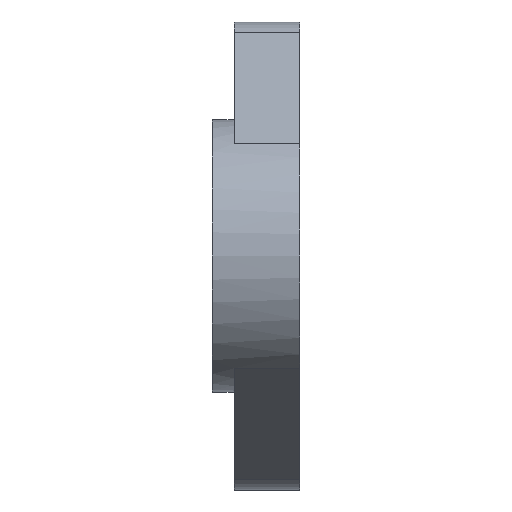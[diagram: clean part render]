
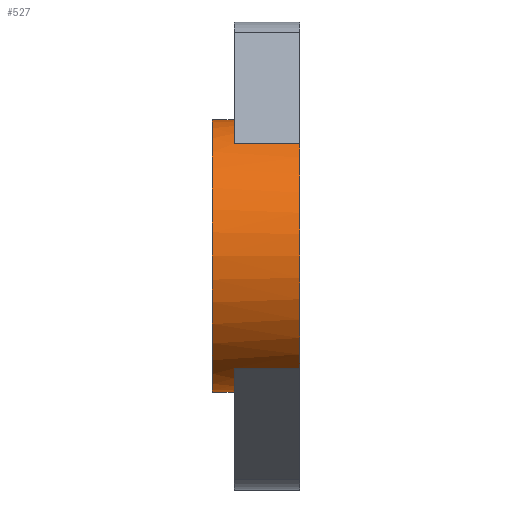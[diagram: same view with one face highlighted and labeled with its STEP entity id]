
A CAD part, left-side view. The second image highlights one B-rep face of the part: STEP entity #527.
In plain terms, the highlighted cylindrical face has radius 12.5 mm (diameter 25 mm), a partial arc.
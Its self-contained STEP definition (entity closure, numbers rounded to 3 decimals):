
#45 = EDGE_CURVE ( 'NONE', #1460, #1016, #443, .T. ) ;
#56 = CYLINDRICAL_SURFACE ( 'NONE', #1588, 12.5 ) ;
#72 = CIRCLE ( 'NONE', #229, 12.5 ) ;
#112 = CARTESIAN_POINT ( 'NONE',  ( -29., 6., 12.5 ) ) ;
#114 = VECTOR ( 'NONE', #1606, 1000. ) ;
#138 = VERTEX_POINT ( 'NONE', #720 ) ;
#145 = CARTESIAN_POINT ( 'NONE',  ( -36.055, 4., -10.319 ) ) ;
#174 = AXIS2_PLACEMENT_3D ( 'NONE', #582, #1365, #564 ) ;
#217 = ORIENTED_EDGE ( 'NONE', *, *, #45, .T. ) ;
#229 = AXIS2_PLACEMENT_3D ( 'NONE', #899, #1026, #656 ) ;
#261 = ORIENTED_EDGE ( 'NONE', *, *, #1186, .F. ) ;
#287 = CARTESIAN_POINT ( 'NONE',  ( -29., 4., -12.5 ) ) ;
#296 = CARTESIAN_POINT ( 'NONE',  ( -36.055, 4., 10.319 ) ) ;
#327 = VERTEX_POINT ( 'NONE', #877 ) ;
#346 = VERTEX_POINT ( 'NONE', #1523 ) ;
#388 = DIRECTION ( 'NONE',  ( 0., -1., 0. ) ) ;
#442 = FACE_OUTER_BOUND ( 'NONE', #1021, .T. ) ;
#443 = LINE ( 'NONE', #841, #1117 ) ;
#506 = ORIENTED_EDGE ( 'NONE', *, *, #1004, .T. ) ;
#527 = ADVANCED_FACE ( 'NONE', ( #442 ), #56, .T. ) ;
#544 = EDGE_CURVE ( 'NONE', #1245, #327, #575, .T. ) ;
#551 = VECTOR ( 'NONE', #1228, 1000. ) ;
#564 = DIRECTION ( 'NONE',  ( 0., 0., 1. ) ) ;
#575 = LINE ( 'NONE', #1043, #1358 ) ;
#582 = CARTESIAN_POINT ( 'NONE',  ( -29., 4., 0. ) ) ;
#592 = CIRCLE ( 'NONE', #949, 12.5 ) ;
#607 = CARTESIAN_POINT ( 'NONE',  ( -29., 6., -12.5 ) ) ;
#638 = DIRECTION ( 'NONE',  ( 0., 0., 1. ) ) ;
#648 = EDGE_CURVE ( 'NONE', #346, #138, #657, .T. ) ;
#656 = DIRECTION ( 'NONE',  ( 0., 0., 1. ) ) ;
#657 = LINE ( 'NONE', #296, #551 ) ;
#720 = CARTESIAN_POINT ( 'NONE',  ( -36.055, -2., 10.319 ) ) ;
#764 = AXIS2_PLACEMENT_3D ( 'NONE', #913, #1182, #638 ) ;
#791 = VERTEX_POINT ( 'NONE', #607 ) ;
#841 = CARTESIAN_POINT ( 'NONE',  ( -36.055, 4., -10.319 ) ) ;
#861 = DIRECTION ( 'NONE',  ( 0., 0., 1. ) ) ;
#877 = CARTESIAN_POINT ( 'NONE',  ( -29., 4., 12.5 ) ) ;
#899 = CARTESIAN_POINT ( 'NONE',  ( -29., -2., 0. ) ) ;
#913 = CARTESIAN_POINT ( 'NONE',  ( -29., 4., 0. ) ) ;
#928 = DIRECTION ( 'NONE',  ( 0., 0., -1. ) ) ;
#929 = ORIENTED_EDGE ( 'NONE', *, *, #1338, .T. ) ;
#949 = AXIS2_PLACEMENT_3D ( 'NONE', #1643, #1118, #861 ) ;
#954 = ORIENTED_EDGE ( 'NONE', *, *, #1331, .T. ) ;
#956 = ORIENTED_EDGE ( 'NONE', *, *, #1616, .T. ) ;
#981 = ORIENTED_EDGE ( 'NONE', *, *, #544, .F. ) ;
#996 = VERTEX_POINT ( 'NONE', #1051 ) ;
#1004 = EDGE_CURVE ( 'NONE', #791, #996, #1505, .T. ) ;
#1016 = VERTEX_POINT ( 'NONE', #1225 ) ;
#1021 = EDGE_LOOP ( 'NONE', ( #981, #261, #506, #929, #217, #954, #1266, #956 ) ) ;
#1026 = DIRECTION ( 'NONE',  ( 0., 1., 0. ) ) ;
#1028 = CIRCLE ( 'NONE', #764, 12.5 ) ;
#1043 = CARTESIAN_POINT ( 'NONE',  ( -29., 4., 12.5 ) ) ;
#1051 = CARTESIAN_POINT ( 'NONE',  ( -29., 4., -12.5 ) ) ;
#1058 = CARTESIAN_POINT ( 'NONE',  ( -29., 4., 0. ) ) ;
#1112 = DIRECTION ( 'NONE',  ( 0., -1., 0. ) ) ;
#1117 = VECTOR ( 'NONE', #1112, 1000. ) ;
#1118 = DIRECTION ( 'NONE',  ( 0., 1., 0. ) ) ;
#1182 = DIRECTION ( 'NONE',  ( 0., 1., 0. ) ) ;
#1186 = EDGE_CURVE ( 'NONE', #791, #1245, #592, .T. ) ;
#1225 = CARTESIAN_POINT ( 'NONE',  ( -36.055, -2., -10.319 ) ) ;
#1228 = DIRECTION ( 'NONE',  ( 0., -1., 0. ) ) ;
#1245 = VERTEX_POINT ( 'NONE', #112 ) ;
#1266 = ORIENTED_EDGE ( 'NONE', *, *, #648, .F. ) ;
#1331 = EDGE_CURVE ( 'NONE', #1016, #138, #72, .T. ) ;
#1338 = EDGE_CURVE ( 'NONE', #996, #1460, #1028, .T. ) ;
#1358 = VECTOR ( 'NONE', #388, 1000. ) ;
#1365 = DIRECTION ( 'NONE',  ( 0., 1., 0. ) ) ;
#1393 = CIRCLE ( 'NONE', #174, 12.5 ) ;
#1460 = VERTEX_POINT ( 'NONE', #145 ) ;
#1505 = LINE ( 'NONE', #287, #114 ) ;
#1523 = CARTESIAN_POINT ( 'NONE',  ( -36.055, 4., 10.319 ) ) ;
#1576 = DIRECTION ( 'NONE',  ( 0., -1., 0. ) ) ;
#1588 = AXIS2_PLACEMENT_3D ( 'NONE', #1058, #1576, #928 ) ;
#1606 = DIRECTION ( 'NONE',  ( 0., -1., 0. ) ) ;
#1616 = EDGE_CURVE ( 'NONE', #346, #327, #1393, .T. ) ;
#1643 = CARTESIAN_POINT ( 'NONE',  ( -29., 6., 0. ) ) ;
